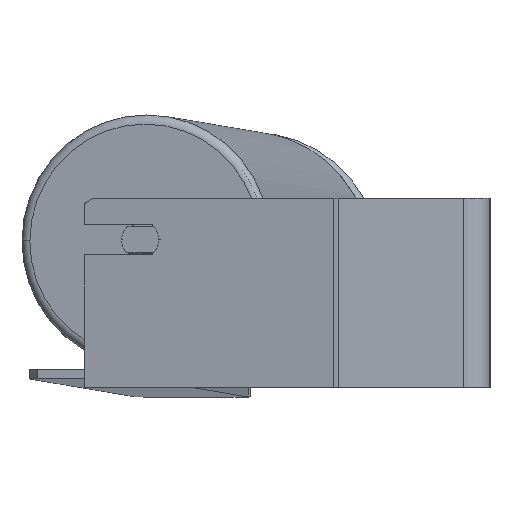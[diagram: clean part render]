
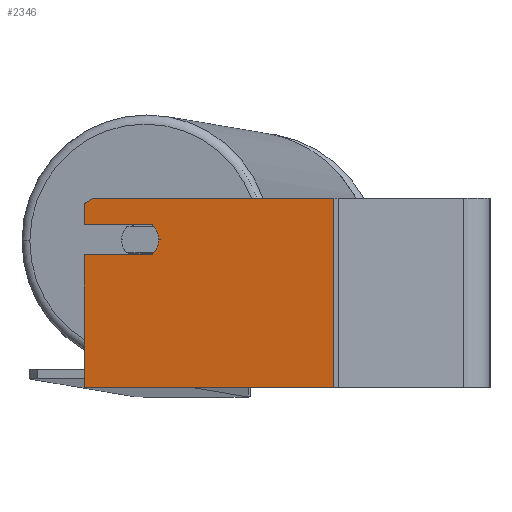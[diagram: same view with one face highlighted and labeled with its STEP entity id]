
A CAD part, left-side view. The second image highlights one B-rep face of the part: STEP entity #2346.
In plain terms, the highlighted planar face has unit normal (-0.985, 0.174, 0).
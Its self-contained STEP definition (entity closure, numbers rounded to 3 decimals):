
#297 = EDGE_CURVE ( 'NONE', #5430, #5893, #498, .T. ) ;
#329 = CARTESIAN_POINT ( 'NONE',  ( -511.532, 214.374, 20. ) ) ;
#377 = CARTESIAN_POINT ( 'NONE',  ( -511.532, 214.374, 50. ) ) ;
#446 = CARTESIAN_POINT ( 'NONE',  ( -534.787, 82.485, -50. ) ) ;
#498 = CIRCLE ( 'NONE', #5604, 10. ) ;
#565 = LINE ( 'NONE', #3314, #6234 ) ;
#698 = LINE ( 'NONE', #7618, #8980 ) ;
#699 = VECTOR ( 'NONE', #3890, 1000. ) ;
#760 = CARTESIAN_POINT ( 'NONE',  ( -511.532, 214.374, 47.113 ) ) ;
#944 = CARTESIAN_POINT ( 'NONE',  ( -511.532, 214.374, 50. ) ) ;
#1108 = DIRECTION ( 'NONE',  ( -0.174, -0.985, 0. ) ) ;
#1218 = EDGE_CURVE ( 'NONE', #1968, #5218, #5051, .T. ) ;
#1324 = DIRECTION ( 'NONE',  ( 0.985, -0.174, 0. ) ) ;
#1364 = VERTEX_POINT ( 'NONE', #329 ) ;
#1504 = DIRECTION ( 'NONE',  ( -0.985, 0.174, 0. ) ) ;
#1510 = DIRECTION ( 'NONE',  ( 0., 0., -1. ) ) ;
#1648 = ORIENTED_EDGE ( 'NONE', *, *, #8026, .F. ) ;
#1874 = VECTOR ( 'NONE', #4387, 1000. ) ;
#1888 = CARTESIAN_POINT ( 'NONE',  ( -518.478, 174.981, 28. ) ) ;
#1968 = VERTEX_POINT ( 'NONE', #3423 ) ;
#1992 = CARTESIAN_POINT ( 'NONE',  ( -534.787, 82.485, 50. ) ) ;
#2016 = FACE_OUTER_BOUND ( 'NONE', #3382, .T. ) ;
#2065 = CARTESIAN_POINT ( 'NONE',  ( -511.532, 214.374, -50. ) ) ;
#2201 = PLANE ( 'NONE',  #8587 ) ;
#2224 = EDGE_CURVE ( 'NONE', #1364, #5430, #565, .T. ) ;
#2242 = DIRECTION ( 'NONE',  ( 0.15, 0.853, -0.5 ) ) ;
#2300 = DIRECTION ( 'NONE',  ( -0.174, -0.985, 0. ) ) ;
#2346 = ADVANCED_FACE ( 'NONE', ( #2016 ), #2201, .F. ) ;
#2474 = CARTESIAN_POINT ( 'NONE',  ( -534.787, 82.485, 50. ) ) ;
#2821 = CARTESIAN_POINT ( 'NONE',  ( -516.741, 184.829, 28. ) ) ;
#3092 = EDGE_CURVE ( 'NONE', #5893, #5160, #7878, .T. ) ;
#3314 = CARTESIAN_POINT ( 'NONE',  ( -517.783, 178.921, 20. ) ) ;
#3318 = CARTESIAN_POINT ( 'NONE',  ( -511.532, 214.374, 36. ) ) ;
#3382 = EDGE_LOOP ( 'NONE', ( #1648, #4484, #6898, #3965, #4055, #8368, #8321, #6426, #6569, #7327 ) ) ;
#3423 = CARTESIAN_POINT ( 'NONE',  ( -512.4, 209.45, 50. ) ) ;
#3587 = CARTESIAN_POINT ( 'NONE',  ( -511.532, 214.374, 50. ) ) ;
#3721 = CARTESIAN_POINT ( 'NONE',  ( -511.532, 214.374, 50. ) ) ;
#3839 = VERTEX_POINT ( 'NONE', #3318 ) ;
#3890 = DIRECTION ( 'NONE',  ( 0., 0., -1. ) ) ;
#3901 = AXIS2_PLACEMENT_3D ( 'NONE', #2821, #8957, #6222 ) ;
#3965 = ORIENTED_EDGE ( 'NONE', *, *, #8029, .F. ) ;
#4055 = ORIENTED_EDGE ( 'NONE', *, *, #3092, .F. ) ;
#4182 = EDGE_CURVE ( 'NONE', #4309, #5534, #8755, .T. ) ;
#4309 = VERTEX_POINT ( 'NONE', #1992 ) ;
#4387 = DIRECTION ( 'NONE',  ( 0., 0., -1. ) ) ;
#4484 = ORIENTED_EDGE ( 'NONE', *, *, #1218, .T. ) ;
#4894 = VECTOR ( 'NONE', #6529, 1000. ) ;
#5051 = LINE ( 'NONE', #5870, #8001 ) ;
#5108 = LINE ( 'NONE', #8047, #4894 ) ;
#5160 = VERTEX_POINT ( 'NONE', #8895 ) ;
#5218 = VERTEX_POINT ( 'NONE', #760 ) ;
#5430 = VERTEX_POINT ( 'NONE', #7363 ) ;
#5534 = VERTEX_POINT ( 'NONE', #446 ) ;
#5604 = AXIS2_PLACEMENT_3D ( 'NONE', #6379, #1504, #8529 ) ;
#5639 = LINE ( 'NONE', #3721, #7831 ) ;
#5710 = EDGE_CURVE ( 'NONE', #1364, #5960, #8612, .T. ) ;
#5870 = CARTESIAN_POINT ( 'NONE',  ( -511.532, 214.374, 47.113 ) ) ;
#5874 = LINE ( 'NONE', #377, #7829 ) ;
#5893 = VERTEX_POINT ( 'NONE', #1888 ) ;
#5960 = VERTEX_POINT ( 'NONE', #2065 ) ;
#6144 = DIRECTION ( 'NONE',  ( -0.174, -0.985, 0. ) ) ;
#6222 = DIRECTION ( 'NONE',  ( -0.174, -0.985, 0. ) ) ;
#6234 = VECTOR ( 'NONE', #1108, 1000. ) ;
#6332 = DIRECTION ( 'NONE',  ( 0.174, 0.985, 0. ) ) ;
#6360 = EDGE_CURVE ( 'NONE', #5960, #5534, #698, .T. ) ;
#6379 = CARTESIAN_POINT ( 'NONE',  ( -516.741, 184.829, 28. ) ) ;
#6426 = ORIENTED_EDGE ( 'NONE', *, *, #5710, .T. ) ;
#6497 = EDGE_CURVE ( 'NONE', #5218, #3839, #5639, .T. ) ;
#6529 = DIRECTION ( 'NONE',  ( 0.174, 0.985, 0. ) ) ;
#6569 = ORIENTED_EDGE ( 'NONE', *, *, #6360, .T. ) ;
#6898 = ORIENTED_EDGE ( 'NONE', *, *, #6497, .T. ) ;
#7327 = ORIENTED_EDGE ( 'NONE', *, *, #4182, .F. ) ;
#7363 = CARTESIAN_POINT ( 'NONE',  ( -517.783, 178.921, 20. ) ) ;
#7618 = CARTESIAN_POINT ( 'NONE',  ( -511.532, 214.374, -50. ) ) ;
#7829 = VECTOR ( 'NONE', #2300, 1000. ) ;
#7831 = VECTOR ( 'NONE', #1510, 1000. ) ;
#7878 = CIRCLE ( 'NONE', #3901, 10. ) ;
#8001 = VECTOR ( 'NONE', #2242, 1000. ) ;
#8026 = EDGE_CURVE ( 'NONE', #1968, #4309, #5874, .T. ) ;
#8029 = EDGE_CURVE ( 'NONE', #5160, #3839, #5108, .T. ) ;
#8047 = CARTESIAN_POINT ( 'NONE',  ( -517.783, 178.921, 36. ) ) ;
#8321 = ORIENTED_EDGE ( 'NONE', *, *, #2224, .F. ) ;
#8368 = ORIENTED_EDGE ( 'NONE', *, *, #297, .F. ) ;
#8529 = DIRECTION ( 'NONE',  ( -0.174, -0.985, 0. ) ) ;
#8587 = AXIS2_PLACEMENT_3D ( 'NONE', #3587, #1324, #6332 ) ;
#8612 = LINE ( 'NONE', #944, #1874 ) ;
#8755 = LINE ( 'NONE', #2474, #699 ) ;
#8895 = CARTESIAN_POINT ( 'NONE',  ( -517.783, 178.921, 36. ) ) ;
#8957 = DIRECTION ( 'NONE',  ( -0.985, 0.174, 0. ) ) ;
#8980 = VECTOR ( 'NONE', #6144, 1000. ) ;
